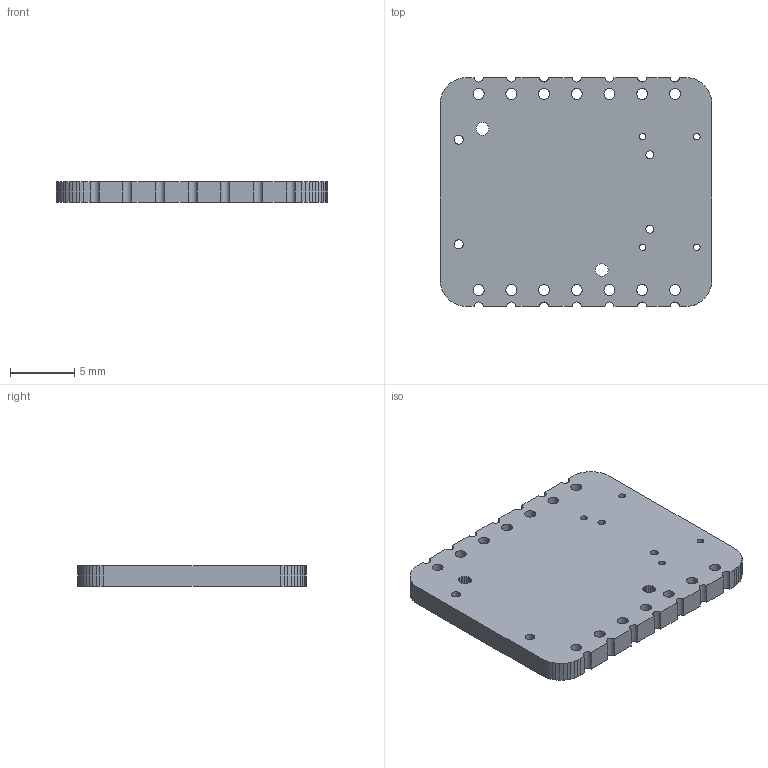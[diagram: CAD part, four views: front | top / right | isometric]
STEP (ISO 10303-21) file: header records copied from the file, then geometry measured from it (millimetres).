
FILE_DESCRIPTION(('KiCad electronic assembly'),'2;1');
FILE_NAME('XIAO RP2040 v1.22.step','2023-02-23T09:56:50',('Pcbnew'),( 'Kicad'),'Open CASCADE STEP processor 7.6','KiCad to STEP converter' ,'Unknown');
FILE_SCHEMA(('AUTOMOTIVE_DESIGN { 1 0 10303 214 1 1 1 1 }'));
Length unit declared in the file: millimetre
Products named in the file (2): XIAO RP2040 v1.22 1; PCB
Assembly tree (1 placements, depth 2):
  XIAO RP2040 v1.22 1
    PCB
Bounding box: 21.1 x 17.78 x 1.6 mm (x, y, z)
Volume: 571.5 mm3; surface area: 935.2 mm2
Topology: 1 solids, 1 shells, 144 faces, 426 edges, 284 vertices
Faces by surface type: plane 108, cylinder 36
Full cylindrical faces by diameter (mm): 0.508 x4, 0.6 x2, 0.7 x2, 0.85 x14
Entity records: 10651 total; most frequent: CARTESIAN_POINT 2168, DIRECTION 1542, LINE 1106, VECTOR 1106, ORIENTED_EDGE 852, PCURVE 852, DEFINITIONAL_REPRESENTATION 852, EDGE_CURVE 426
